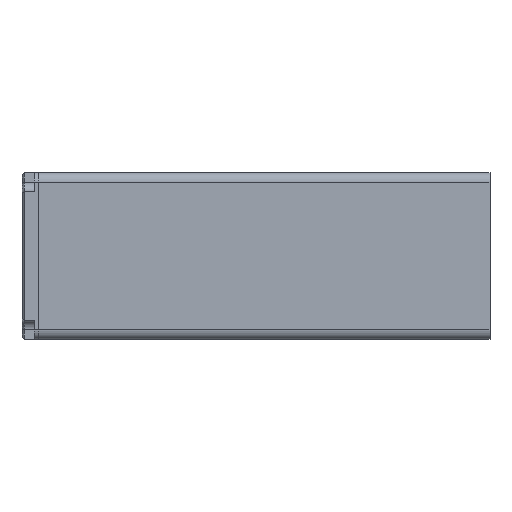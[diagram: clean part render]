
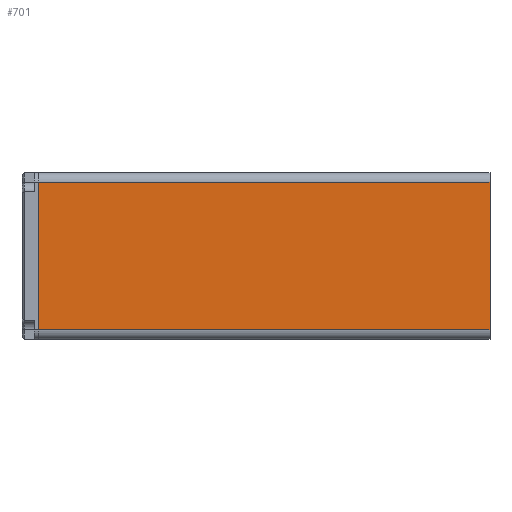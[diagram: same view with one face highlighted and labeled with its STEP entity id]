
A CAD part, front view. The second image highlights one B-rep face of the part: STEP entity #701.
In plain terms, the highlighted planar face has unit normal (0, -1, 0).
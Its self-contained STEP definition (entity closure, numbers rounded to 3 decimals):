
#701=ADVANCED_FACE('',(#1159),#4579,.T.);
#1159=FACE_OUTER_BOUND('',#1618,.F.);
#1618=EDGE_LOOP('',(#2174,#2175,#2176,#2177));
#2174=ORIENTED_EDGE('',*,*,#9375,.T.);
#2175=ORIENTED_EDGE('',*,*,#9382,.F.);
#2176=ORIENTED_EDGE('',*,*,#9190,.F.);
#2177=ORIENTED_EDGE('',*,*,#9383,.T.);
#4579=PLANE('',#11923);
#7438=LINE('',#15647,#8310);
#7563=LINE('',#15852,#8435);
#7568=LINE('',#15859,#8440);
#7569=LINE('',#15860,#8441);
#8310=VECTOR('',#12395,36.);
#8435=VECTOR('',#12632,36.);
#8440=VECTOR('',#12641,110.);
#8441=VECTOR('',#12642,110.);
#9190=EDGE_CURVE('',#11524,#11523,#7438,.T.);
#9375=EDGE_CURVE('',#11325,#11326,#7563,.T.);
#9382=EDGE_CURVE('',#11523,#11326,#7568,.T.);
#9383=EDGE_CURVE('',#11524,#11325,#7569,.T.);
#11325=VERTEX_POINT('',#15424);
#11326=VERTEX_POINT('',#15425);
#11523=VERTEX_POINT('',#15622);
#11524=VERTEX_POINT('',#15623);
#11923=AXIS2_PLACEMENT_3D('',#17081,#13960,#13961);
#12395=DIRECTION('',(0.,0.,-1.));
#12632=DIRECTION('',(0.,0.,-1.));
#12641=DIRECTION('',(1.,0.,0.));
#12642=DIRECTION('',(1.,0.,0.));
#13960=DIRECTION('',(0.,-1.,0.));
#13961=DIRECTION('',(0.,0.,-1.));
#15424=CARTESIAN_POINT('',(58.865,-20.25,18.));
#15425=CARTESIAN_POINT('',(58.865,-20.25,-18.));
#15622=CARTESIAN_POINT('',(-51.135,-20.25,-18.));
#15623=CARTESIAN_POINT('',(-51.135,-20.25,18.));
#15647=CARTESIAN_POINT('',(-51.135,-20.25,18.));
#15852=CARTESIAN_POINT('',(58.865,-20.25,18.));
#15859=CARTESIAN_POINT('',(-51.135,-20.25,-18.));
#15860=CARTESIAN_POINT('',(-51.135,-20.25,18.));
#17081=CARTESIAN_POINT('',(-52.235,-20.25,19.1));
